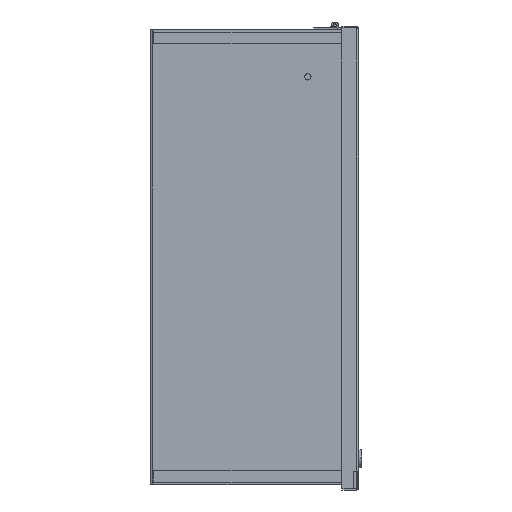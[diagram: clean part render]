
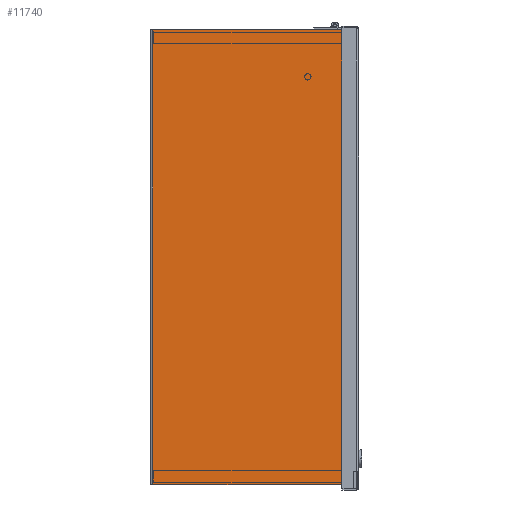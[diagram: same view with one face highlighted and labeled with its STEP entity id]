
A CAD part, front view. The second image highlights one B-rep face of the part: STEP entity #11740.
In plain terms, the highlighted face is planar.
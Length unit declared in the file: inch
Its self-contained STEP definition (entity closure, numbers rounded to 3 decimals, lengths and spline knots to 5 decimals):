
#3 = VECTOR ( 'NONE', #9551, 39.37008 ) ;
#192 = CARTESIAN_POINT ( 'NONE',  ( 10., -0.108, -10. ) ) ;
#1090 = VERTEX_POINT ( 'NONE', #192 ) ;
#1407 = CARTESIAN_POINT ( 'NONE',  ( 10., -8.892, -10. ) ) ;
#2170 = LINE ( 'NONE', #21002, #3 ) ;
#4422 = PLANE ( 'NONE',  #19046 ) ;
#4739 = LINE ( 'NONE', #6976, #18186 ) ;
#5511 = ORIENTED_EDGE ( 'NONE', *, *, #7558, .F. ) ;
#5569 = DIRECTION ( 'NONE',  ( 0., 1., 0. ) ) ;
#6487 = CARTESIAN_POINT ( 'NONE',  ( -10., -0.108, -10. ) ) ;
#6658 = VERTEX_POINT ( 'NONE', #6487 ) ;
#6976 = CARTESIAN_POINT ( 'NONE',  ( 10., -0.108, -10. ) ) ;
#7558 = EDGE_CURVE ( 'NONE', #1090, #6658, #4739, .T. ) ;
#9551 = DIRECTION ( 'NONE',  ( 0., -1., 0. ) ) ;
#10132 = CARTESIAN_POINT ( 'NONE',  ( -10., -8.892, -10. ) ) ;
#10463 = VERTEX_POINT ( 'NONE', #1407 ) ;
#11075 = EDGE_CURVE ( 'NONE', #10463, #15361, #18866, .T. ) ;
#11740 = ADVANCED_FACE ( 'NONE', ( #23070 ), #4422, .T. ) ;
#13055 = EDGE_CURVE ( 'NONE', #15361, #6658, #20741, .T. ) ;
#13366 = EDGE_LOOP ( 'NONE', ( #14878, #5511, #24949, #13899 ) ) ;
#13899 = ORIENTED_EDGE ( 'NONE', *, *, #11075, .T. ) ;
#14479 = DIRECTION ( 'NONE',  ( 0., 1., 0. ) ) ;
#14878 = ORIENTED_EDGE ( 'NONE', *, *, #13055, .T. ) ;
#15267 = CARTESIAN_POINT ( 'NONE',  ( -10., -0.072, -10. ) ) ;
#15361 = VERTEX_POINT ( 'NONE', #16663 ) ;
#16663 = CARTESIAN_POINT ( 'NONE',  ( -10., -8.892, -10. ) ) ;
#17704 = VECTOR ( 'NONE', #5569, 39.37008 ) ;
#18186 = VECTOR ( 'NONE', #23055, 39.37008 ) ;
#18866 = LINE ( 'NONE', #10132, #22838 ) ;
#19046 = AXIS2_PLACEMENT_3D ( 'NONE', #24174, #20226, #14479 ) ;
#19936 = DIRECTION ( 'NONE',  ( -1., 0., 0. ) ) ;
#20226 = DIRECTION ( 'NONE',  ( 0., 0., -1. ) ) ;
#20741 = LINE ( 'NONE', #15267, #17704 ) ;
#21002 = CARTESIAN_POINT ( 'NONE',  ( 10., -0.072, -10. ) ) ;
#22838 = VECTOR ( 'NONE', #19936, 39.37008 ) ;
#23055 = DIRECTION ( 'NONE',  ( -1., 0., 0. ) ) ;
#23070 = FACE_OUTER_BOUND ( 'NONE', #13366, .T. ) ;
#23143 = EDGE_CURVE ( 'NONE', #1090, #10463, #2170, .T. ) ;
#24174 = CARTESIAN_POINT ( 'NONE',  ( -10., -0.0625, -10. ) ) ;
#24949 = ORIENTED_EDGE ( 'NONE', *, *, #23143, .T. ) ;
